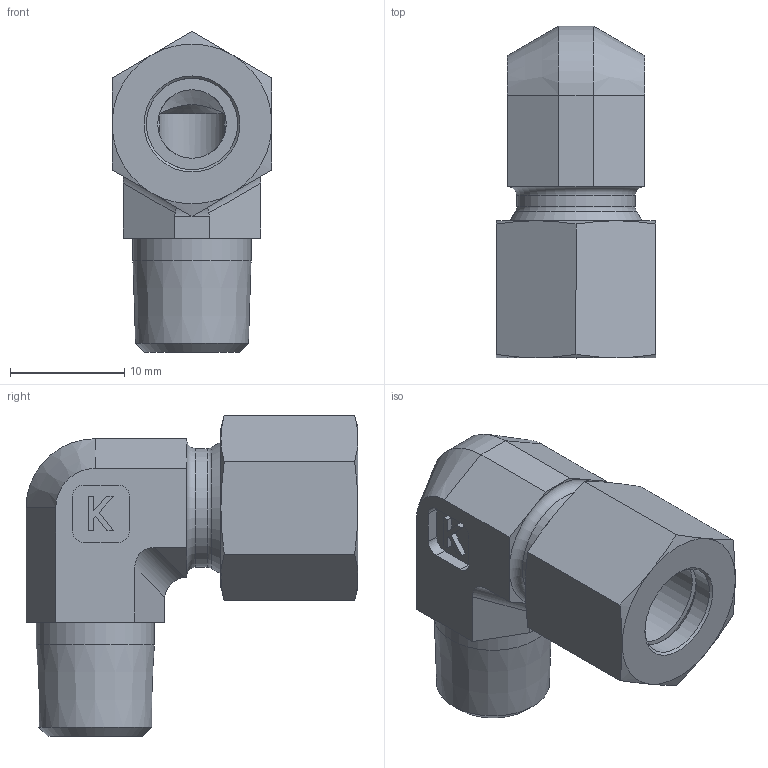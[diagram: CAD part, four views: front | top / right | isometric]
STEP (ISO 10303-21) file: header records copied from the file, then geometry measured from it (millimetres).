
FILE_DESCRIPTION((''),'2;1');
FILE_NAME('22001081012.stp','2014-08-26T10:55:14',(''),('KNOMI spol. s r. o.'),'Autodesk Inventor 2012','Autodesk Inventor 2012','');
FILE_SCHEMA(('AUTOMOTIVE_DESIGN { 1 2 10303 214 0 1 1 1 }'));
Length unit declared in the file: millimetre
Products named in the file (4): LHCM1K 8LLMkuž M10x1/M12x1; 21001 081012; 3900812; 40008
Assembly tree (3 placements, depth 2):
  LHCM1K 8LLMkuž M10x1/M12x1
    21001 081012
    3900812
    40008
Bounding box: 14 x 29.06 x 28.08 mm (x, y, z)
Volume: 3825.9 mm3; surface area: 3821.4 mm2
Topology: 3 solids, 3 shells, 110 faces, 257 edges, 163 vertices
Faces by surface type: plane 51, cone 33, cylinder 23, torus 3
Full cylindrical faces by diameter (mm): 6 x2, 8 x3, 9.4 x1, 10 x1, 10.344 x1, 10.4 x1, 10.917 x1, 12 x1
Entity records: 3179 total; most frequent: CARTESIAN_POINT 587, DIRECTION 511, ORIENTED_EDGE 434, EDGE_CURVE 217, AXIS2_PLACEMENT_3D 200, EDGE_LOOP 147, VERTEX_POINT 144, STYLED_ITEM 119
